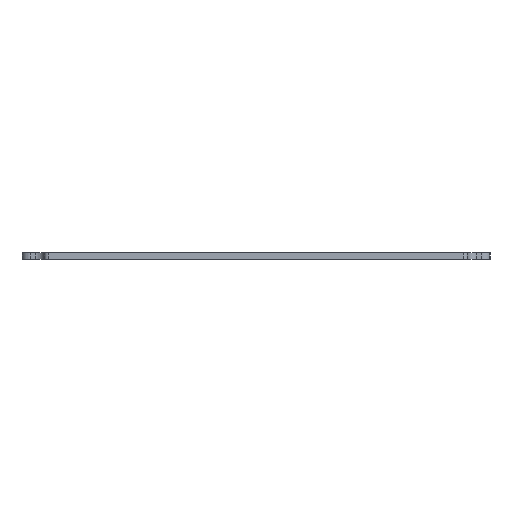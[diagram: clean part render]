
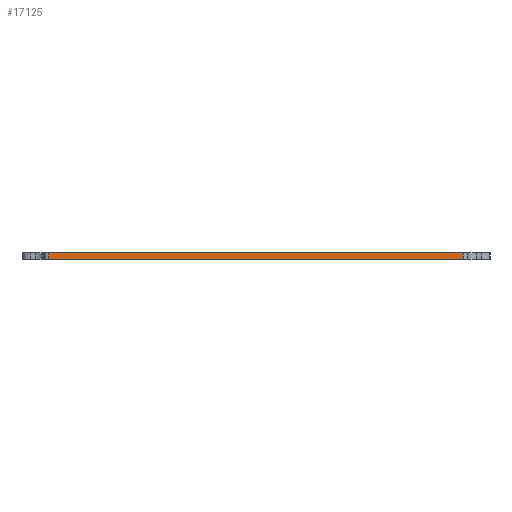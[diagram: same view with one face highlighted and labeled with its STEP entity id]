
A CAD part, left-side view. The second image highlights one B-rep face of the part: STEP entity #17125.
In plain terms, the highlighted planar face has unit normal (-1, 0, 0).
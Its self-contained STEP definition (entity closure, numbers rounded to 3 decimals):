
#534=PLANE('',#18475);
#955=FACE_OUTER_BOUND('',#1951,.T.);
#1951=EDGE_LOOP('',(#12523,#12524,#12525,#12526));
#2915=LINE('',#24638,#4564);
#3365=LINE('',#26761,#5014);
#3366=LINE('',#26764,#5015);
#3367=LINE('',#26765,#5016);
#4564=VECTOR('',#19702,93.25);
#5014=VECTOR('',#21100,1.5);
#5015=VECTOR('',#21103,93.25);
#5016=VECTOR('',#21104,1.5);
#7069=VERTEX_POINT('',#24635);
#7070=VERTEX_POINT('',#24637);
#7944=VERTEX_POINT('',#26759);
#7945=VERTEX_POINT('',#26763);
#8823=EDGE_CURVE('',#7070,#7069,#2915,.T.);
#9763=EDGE_CURVE('',#7944,#7069,#3365,.T.);
#9764=EDGE_CURVE('',#7944,#7945,#3366,.T.);
#9765=EDGE_CURVE('',#7070,#7945,#3367,.T.);
#12523=ORIENTED_EDGE('',*,*,#8823,.T.);
#12524=ORIENTED_EDGE('',*,*,#9763,.F.);
#12525=ORIENTED_EDGE('',*,*,#9764,.T.);
#12526=ORIENTED_EDGE('',*,*,#9765,.F.);
#17125=ADVANCED_FACE('',(#955),#534,.T.);
#18475=AXIS2_PLACEMENT_3D('',#26762,#21101,#21102);
#19702=DIRECTION('',(0.,1.,0.));
#21100=DIRECTION('',(0.,0.,1.));
#21101=DIRECTION('center_axis',(-1.,0.,0.));
#21102=DIRECTION('ref_axis',(0.,1.,0.));
#21103=DIRECTION('',(0.,-1.,0.));
#21104=DIRECTION('',(0.,0.,-1.));
#24635=CARTESIAN_POINT('',(-149.05,45.169,8.396));
#24637=CARTESIAN_POINT('',(-149.05,-48.081,8.396));
#24638=CARTESIAN_POINT('',(-149.05,-48.081,8.396));
#26759=CARTESIAN_POINT('',(-149.05,45.169,6.896));
#26761=CARTESIAN_POINT('',(-149.05,45.169,6.896));
#26762=CARTESIAN_POINT('Origin',(-149.05,-48.081,8.396));
#26763=CARTESIAN_POINT('',(-149.05,-48.081,6.896));
#26764=CARTESIAN_POINT('',(-149.05,45.169,6.896));
#26765=CARTESIAN_POINT('',(-149.05,-48.081,8.396));
